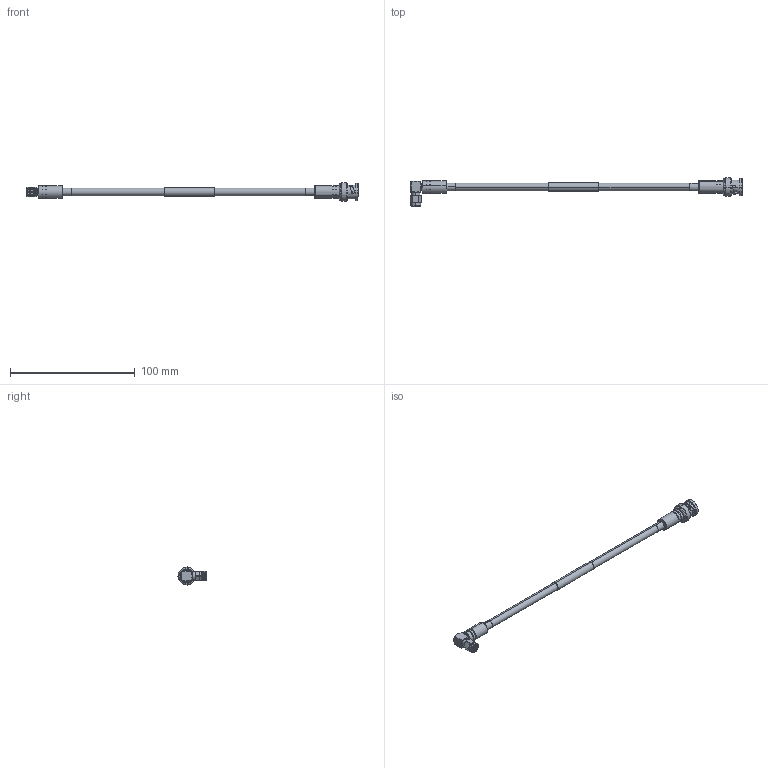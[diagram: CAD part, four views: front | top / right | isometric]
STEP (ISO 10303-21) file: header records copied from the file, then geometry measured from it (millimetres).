
FILE_DESCRIPTION (( 'STEP AP214' ), '1' );
FILE_NAME ('FMC0408240-SP_3D.step', '2023-02-23T03:21:06', ( '' ), ( '' ), 'SwSTEP 2.0', 'SolidWorks 2022', '' );
FILE_SCHEMA (( 'AUTOMOTIVE_DESIGN' ));
Length unit declared in the file: inch
Products named in the file (7): Copy of EZ-240-SM-RA-X_ferrule^EZ-240-SM-RA-X_FMC0408240-SP; LMR-240^FMC0408240-SP; EZ-240-SM-RA-X^FMC0408240-SP; heat shrink^FMC0408240-SP_conn 1; Copy of EZ-240-SM-RA-X_body^EZ-240-SM-RA-X_FMC0408240-SP; TC-240-BM-X^FMC0408240-SP; FMC0408240-SP_3D
Assembly tree (7 placements, depth 3):
  FMC0408240-SP_3D
    LMR-240^FMC0408240-SP
    EZ-240-SM-RA-X^FMC0408240-SP
      Copy of EZ-240-SM-RA-X_body^EZ-240-SM-RA-X_FMC0408240-SP
      Copy of EZ-240-SM-RA-X_ferrule^EZ-240-SM-RA-X_FMC0408240-SP
    heat shrink^FMC0408240-SP_conn 1  x2
    TC-240-BM-X^FMC0408240-SP
Bounding box: 265.96 x 22.45 x 14.5 mm (x, y, z)
Volume: 10148.6 mm3; surface area: 13829.3 mm2
Topology: 9 solids, 9 shells, 503 faces, 1182 edges, 742 vertices
Faces by surface type: cylinder 159, plane 154, cone 88, bspline 76, torus 22, sphere 4
Entity records: 18518 total; most frequent: CARTESIAN_POINT 5307, ORIENTED_EDGE 2276, DIRECTION 2105, EDGE_CURVE 1138, AXIS2_PLACEMENT_3D 868, VERTEX_POINT 718, EDGE_LOOP 540, ADVANCED_FACE 481
